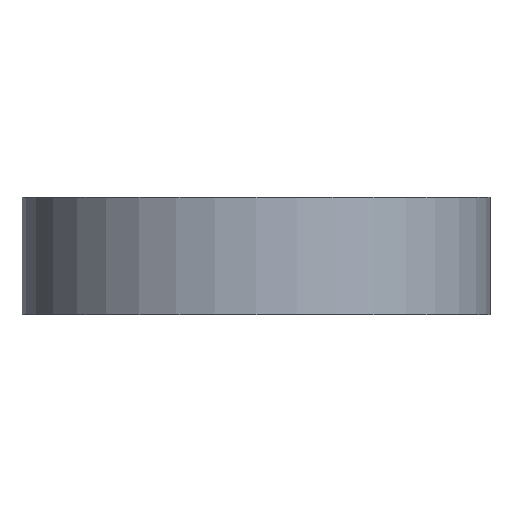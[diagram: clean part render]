
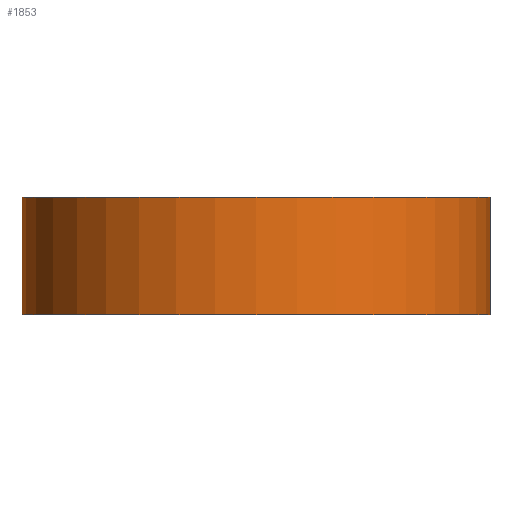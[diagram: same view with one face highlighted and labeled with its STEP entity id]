
A CAD part, front view. The second image highlights one B-rep face of the part: STEP entity #1853.
In plain terms, the highlighted cylindrical face has radius 25.4 mm (diameter 50.8 mm), a partial arc.
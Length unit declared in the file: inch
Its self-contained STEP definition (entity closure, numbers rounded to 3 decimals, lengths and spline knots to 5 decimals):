
#65 = VERTEX_POINT ( 'NONE', #1978 ) ;
#108 = CARTESIAN_POINT ( 'NONE',  ( 1., 0., 0.25 ) ) ;
#222 = DIRECTION ( 'NONE',  ( 0., 0., 1. ) ) ;
#291 = DIRECTION ( 'NONE',  ( 0., 0., -1. ) ) ;
#294 = CIRCLE ( 'NONE', #926, 1. ) ;
#438 = EDGE_CURVE ( 'NONE', #2156, #65, #1394, .T. ) ;
#454 = CARTESIAN_POINT ( 'NONE',  ( -1., 0., -0.25 ) ) ;
#489 = DIRECTION ( 'NONE',  ( 1., 0., 0. ) ) ;
#550 = CARTESIAN_POINT ( 'NONE',  ( 0., 0., 0.25 ) ) ;
#706 = VERTEX_POINT ( 'NONE', #454 ) ;
#891 = DIRECTION ( 'NONE',  ( 0., 0., -1. ) ) ;
#926 = AXIS2_PLACEMENT_3D ( 'NONE', #1691, #1174, #489 ) ;
#980 = CARTESIAN_POINT ( 'NONE',  ( -1., 0., 0.25 ) ) ;
#1021 = EDGE_LOOP ( 'NONE', ( #1696, #1133, #1403, #1910 ) ) ;
#1133 = ORIENTED_EDGE ( 'NONE', *, *, #438, .F. ) ;
#1174 = DIRECTION ( 'NONE',  ( 0., 0., 1. ) ) ;
#1315 = DIRECTION ( 'NONE',  ( 0., 0., -1. ) ) ;
#1394 = CIRCLE ( 'NONE', #2037, 1. ) ;
#1403 = ORIENTED_EDGE ( 'NONE', *, *, #1639, .T. ) ;
#1422 = DIRECTION ( 'NONE',  ( 1., 0., 0. ) ) ;
#1432 = CARTESIAN_POINT ( 'NONE',  ( 0., 0., 0.25 ) ) ;
#1453 = CARTESIAN_POINT ( 'NONE',  ( 1., 0., -0.25 ) ) ;
#1483 = CARTESIAN_POINT ( 'NONE',  ( -1., 0., 0.25 ) ) ;
#1639 = EDGE_CURVE ( 'NONE', #2156, #706, #1860, .T. ) ;
#1652 = EDGE_CURVE ( 'NONE', #65, #2062, #2020, .T. ) ;
#1691 = CARTESIAN_POINT ( 'NONE',  ( 0., 0., -0.25 ) ) ;
#1696 = ORIENTED_EDGE ( 'NONE', *, *, #1652, .F. ) ;
#1718 = VECTOR ( 'NONE', #1315, 39.37008 ) ;
#1745 = EDGE_CURVE ( 'NONE', #706, #2062, #294, .T. ) ;
#1853 = ADVANCED_FACE ( 'NONE', ( #2115 ), #2072, .T. ) ;
#1860 = LINE ( 'NONE', #1483, #1718 ) ;
#1910 = ORIENTED_EDGE ( 'NONE', *, *, #1745, .T. ) ;
#1978 = CARTESIAN_POINT ( 'NONE',  ( 1., 0., 0.25 ) ) ;
#2020 = LINE ( 'NONE', #108, #2225 ) ;
#2037 = AXIS2_PLACEMENT_3D ( 'NONE', #1432, #222, #1422 ) ;
#2062 = VERTEX_POINT ( 'NONE', #1453 ) ;
#2072 = CYLINDRICAL_SURFACE ( 'NONE', #2125, 1. ) ;
#2099 = DIRECTION ( 'NONE',  ( -1., 0., 0. ) ) ;
#2115 = FACE_OUTER_BOUND ( 'NONE', #1021, .T. ) ;
#2125 = AXIS2_PLACEMENT_3D ( 'NONE', #550, #891, #2099 ) ;
#2156 = VERTEX_POINT ( 'NONE', #980 ) ;
#2225 = VECTOR ( 'NONE', #291, 39.37008 ) ;
